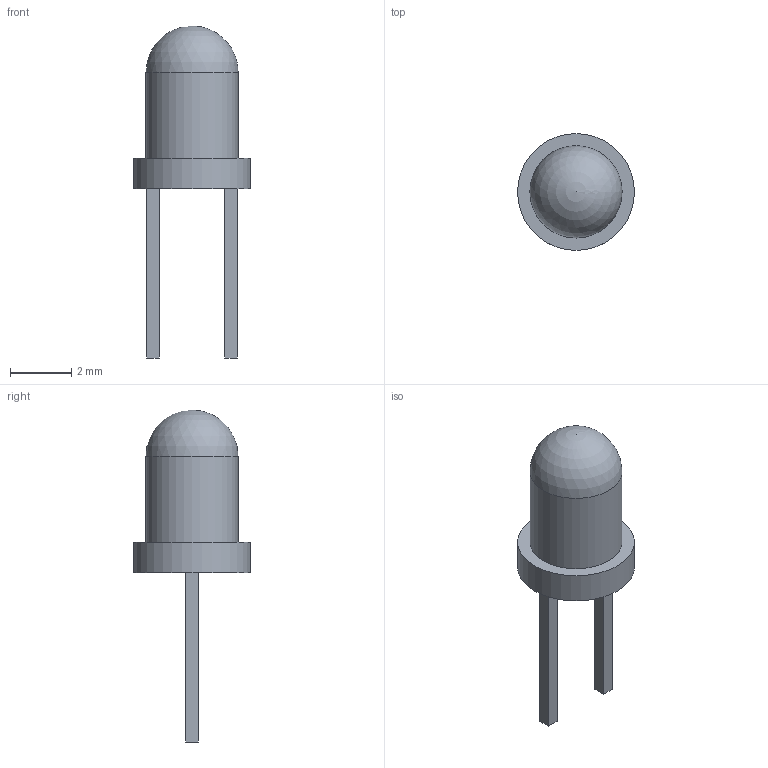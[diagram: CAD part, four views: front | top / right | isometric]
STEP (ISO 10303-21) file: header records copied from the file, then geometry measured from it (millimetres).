
FILE_DESCRIPTION(('FreeCAD Model'),'2;1');
FILE_NAME('Open CASCADE Shape Model','2025-06-02T14:01:54',(''),(''), 'Open CASCADE STEP processor 7.8','FreeCAD','Unknown');
FILE_SCHEMA(('AUTOMOTIVE_DESIGN { 1 0 10303 214 1 1 1 1 }'));
Length unit declared in the file: millimetre
Products named in the file (1): defeat_LED_D3.0mm001
Bounding box: 3.8 x 3.8 x 10.8 mm (x, y, z)
Volume: 40 mm3; surface area: 85.7 mm2
Topology: 1 solids, 1 shells, 15 faces, 33 edges, 22 vertices
Faces by surface type: plane 12, cylinder 2, sphere 1
Full cylindrical faces by diameter (mm): 3 x1, 3.8 x1
Entity records: 566 total; most frequent: CARTESIAN_POINT 70, DIRECTION 70, ORIENTED_EDGE 64, EDGE_CURVE 32, LINE 26, VECTOR 26, AXIS2_PLACEMENT_3D 22, VERTEX_POINT 22
